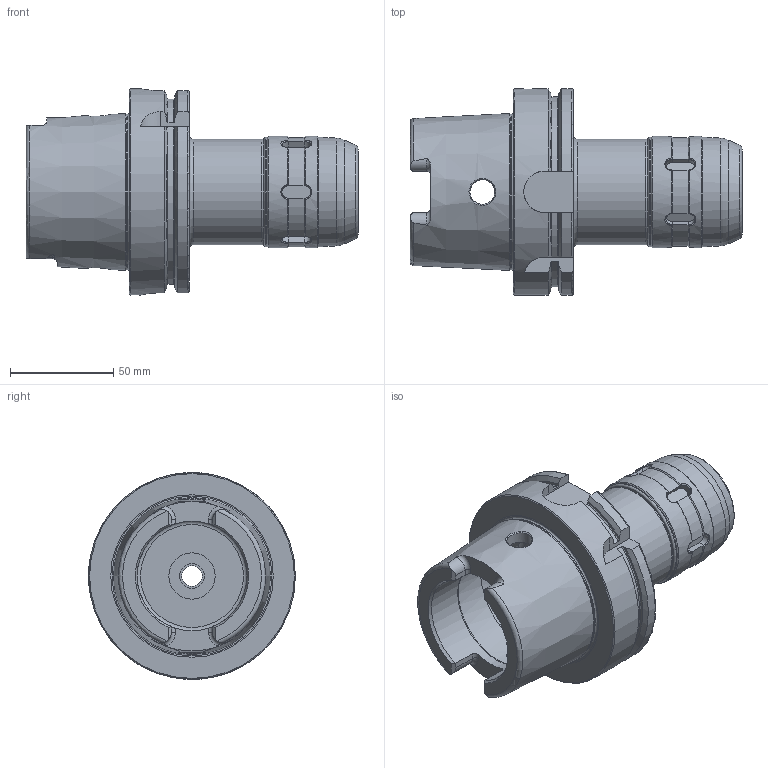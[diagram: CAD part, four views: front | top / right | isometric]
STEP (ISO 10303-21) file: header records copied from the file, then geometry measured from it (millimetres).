
FILE_DESCRIPTION(/* description */ (''),/* implementation_level */ '2;1');
FILE_NAME(/* name */ 'LR020.stp',/* time_stamp */ '2021-04-13T14:00:50+09:00',/* author */ ('eos'),/* organization */ (''),/* preprocessor_version */ 'ST-DEVELOPER v18.1',/* originating_system */ 'Autodesk Inventor 2020',/* authorisation */ '');
FILE_SCHEMA (('AUTOMOTIVE_DESIGN { 1 0 10303 214 3 1 1 }'));
Length unit declared in the file: millimetre
Products named in the file (3): HSK100A-C19.05-110HS; HSK63A; C32-CAP
Assembly tree (2 placements, depth 2):
  HSK100A-C19.05-110HS
    HSK63A
    C32-CAP
Bounding box: 160.5 x 100 x 100 mm (x, y, z)
Volume: 390006.7 mm3; surface area: 80249.3 mm2
Topology: 2 solids, 2 shells, 207 faces, 605 edges, 416 vertices
Faces by surface type: plane 67, cylinder 63, cone 33, torus 30, bspline 14
Full cylindrical faces by diameter (mm): 10 x2, 12 x3, 19.05 x1, 21 x1, 22.376 x1, 25 x1, 25.6 x1, 28.9 x1, 39.1 x3, 41 x2, 51 x1, 53 x3, 54 x2, 63 x1, 75.415 x1, 100 x1
Entity records: 9337 total; most frequent: CARTESIAN_POINT 3756, ORIENTED_EDGE 1214, DIRECTION 1121, EDGE_CURVE 607, AXIS2_PLACEMENT_3D 470, VERTEX_POINT 418, CIRCLE 264, EDGE_LOOP 229
